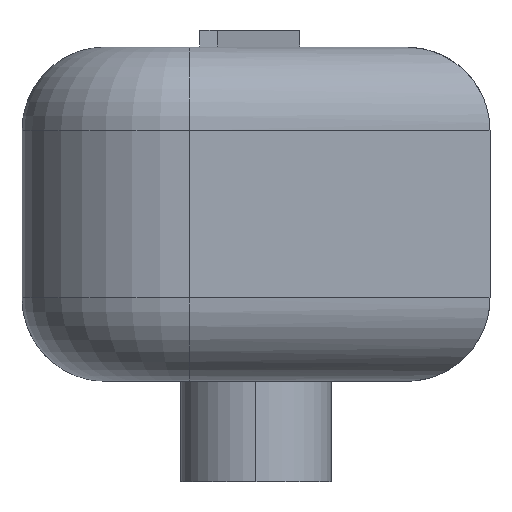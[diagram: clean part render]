
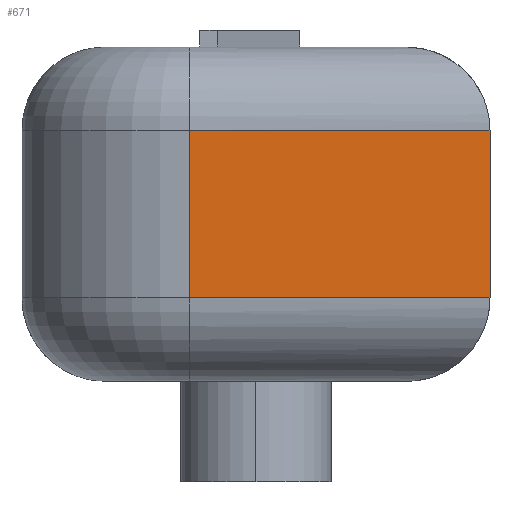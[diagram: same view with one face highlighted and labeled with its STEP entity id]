
A CAD part, left-side view. The second image highlights one B-rep face of the part: STEP entity #671.
In plain terms, the highlighted planar face has unit normal (-1, 0, 0).
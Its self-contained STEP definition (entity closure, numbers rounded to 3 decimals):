
#93 = ORIENTED_EDGE ( 'NONE', *, *, #652, .F. ) ;
#104 = DIRECTION ( 'NONE',  ( 0., -1., 0. ) ) ;
#139 = CARTESIAN_POINT ( 'NONE',  ( -30., 8., -5. ) ) ;
#302 = LINE ( 'NONE', #983, #1106 ) ;
#340 = EDGE_CURVE ( 'NONE', #863, #1190, #302, .T. ) ;
#532 = DIRECTION ( 'NONE',  ( 0., 0., 1. ) ) ;
#543 = EDGE_CURVE ( 'NONE', #808, #1759, #1752, .T. ) ;
#606 = EDGE_LOOP ( 'NONE', ( #1764, #1439, #93, #674 ) ) ;
#652 = EDGE_CURVE ( 'NONE', #1190, #808, #1362, .T. ) ;
#671 = ADVANCED_FACE ( 'NONE', ( #700 ), #994, .T. ) ;
#674 = ORIENTED_EDGE ( 'NONE', *, *, #340, .F. ) ;
#675 = CARTESIAN_POINT ( 'NONE',  ( -30., -10., -10. ) ) ;
#700 = FACE_OUTER_BOUND ( 'NONE', #606, .T. ) ;
#714 = VECTOR ( 'NONE', #532, 1000. ) ;
#797 = CARTESIAN_POINT ( 'NONE',  ( -30., 8., 5. ) ) ;
#808 = VERTEX_POINT ( 'NONE', #797 ) ;
#863 = VERTEX_POINT ( 'NONE', #1553 ) ;
#938 = CARTESIAN_POINT ( 'NONE',  ( -30., -10., 5. ) ) ;
#943 = LINE ( 'NONE', #675, #714 ) ;
#953 = CARTESIAN_POINT ( 'NONE',  ( -30., 8., -10. ) ) ;
#983 = CARTESIAN_POINT ( 'NONE',  ( -30., -10., -5. ) ) ;
#994 = PLANE ( 'NONE',  #1540 ) ;
#1004 = CARTESIAN_POINT ( 'NONE',  ( -30., -10., -10. ) ) ;
#1106 = VECTOR ( 'NONE', #1678, 1000. ) ;
#1155 = DIRECTION ( 'NONE',  ( -1., 0., 0. ) ) ;
#1190 = VERTEX_POINT ( 'NONE', #139 ) ;
#1330 = VECTOR ( 'NONE', #104, 1000. ) ;
#1362 = LINE ( 'NONE', #953, #1650 ) ;
#1418 = EDGE_CURVE ( 'NONE', #863, #1759, #943, .T. ) ;
#1439 = ORIENTED_EDGE ( 'NONE', *, *, #543, .F. ) ;
#1501 = DIRECTION ( 'NONE',  ( 0., 0., 1. ) ) ;
#1540 = AXIS2_PLACEMENT_3D ( 'NONE', #1004, #1155, #1547 ) ;
#1547 = DIRECTION ( 'NONE',  ( 0., 0., -1. ) ) ;
#1553 = CARTESIAN_POINT ( 'NONE',  ( -30., -10., -5. ) ) ;
#1582 = CARTESIAN_POINT ( 'NONE',  ( -30., -10., 5. ) ) ;
#1650 = VECTOR ( 'NONE', #1501, 1000. ) ;
#1678 = DIRECTION ( 'NONE',  ( 0., 1., 0. ) ) ;
#1752 = LINE ( 'NONE', #938, #1330 ) ;
#1759 = VERTEX_POINT ( 'NONE', #1582 ) ;
#1764 = ORIENTED_EDGE ( 'NONE', *, *, #1418, .T. ) ;
